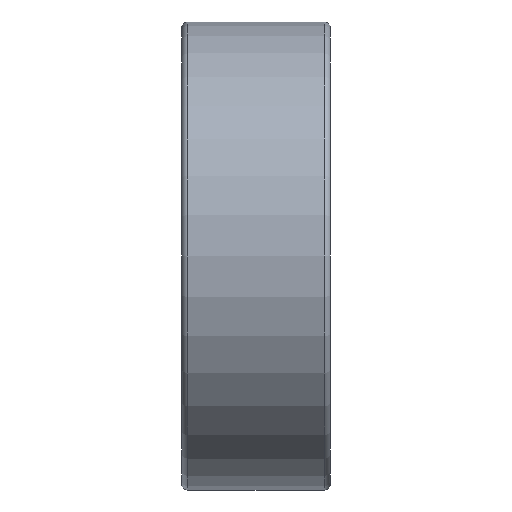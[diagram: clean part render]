
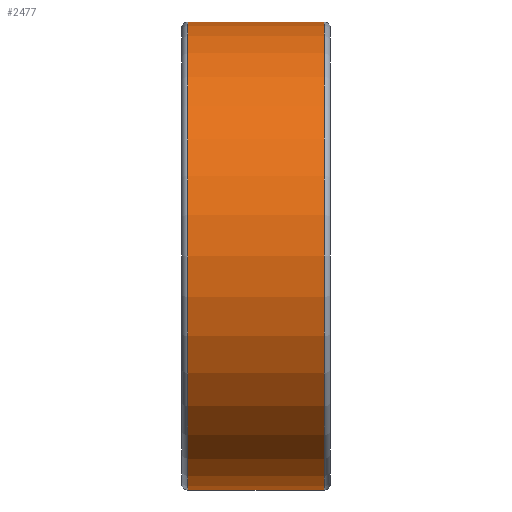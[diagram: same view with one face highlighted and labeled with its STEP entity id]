
A CAD part, front view. The second image highlights one B-rep face of the part: STEP entity #2477.
In plain terms, the highlighted cylindrical face has radius 11 mm (diameter 22 mm), a partial arc.
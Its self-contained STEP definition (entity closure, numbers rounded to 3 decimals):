
#789=CARTESIAN_POINT('',(3.2,0.,0.));
#790=DIRECTION('',(-1.,0.,0.));
#791=DIRECTION('',(0.,0.,-1.));
#792=AXIS2_PLACEMENT_3D('',#789,#790,#791);
#1378=DIRECTION('',(-1.,0.,0.));
#1379=VECTOR('',#1378,6.4);
#1380=CARTESIAN_POINT('',(3.2,0.,11.));
#1381=LINE('',#1380,#1379);
#1382=DIRECTION('',(-1.,0.,0.));
#1383=VECTOR('',#1382,6.4);
#1384=CARTESIAN_POINT('',(3.2,0.,-11.));
#1385=LINE('',#1384,#1383);
#1391=CARTESIAN_POINT('',(-3.2,0.,0.));
#1392=DIRECTION('',(1.,0.,0.));
#1393=DIRECTION('',(0.,0.,1.));
#1394=AXIS2_PLACEMENT_3D('',#1391,#1392,#1393);
#1546=CARTESIAN_POINT('',(3.2,0.,11.));
#1547=VERTEX_POINT('',#1546);
#1548=CARTESIAN_POINT('',(3.2,0.,-11.));
#1549=VERTEX_POINT('',#1548);
#1550=CARTESIAN_POINT('',(-3.2,0.,-11.));
#1551=VERTEX_POINT('',#1550);
#1552=CARTESIAN_POINT('',(-3.2,0.,11.));
#1553=VERTEX_POINT('',#1552);
#2465=CARTESIAN_POINT('',(0.,0.,0.));
#2466=DIRECTION('',(-1.,0.,0.));
#2467=DIRECTION('',(0.,0.,1.));
#2468=AXIS2_PLACEMENT_3D('',#2465,#2466,#2467);
#2469=CYLINDRICAL_SURFACE('',#2468,11.);
#2470=ORIENTED_EDGE('',*,*,#2460,.T.);
#2472=ORIENTED_EDGE('',*,*,#2471,.F.);
#2473=ORIENTED_EDGE('',*,*,#2457,.F.);
#2474=ORIENTED_EDGE('',*,*,#1601,.F.);
#2475=EDGE_LOOP('',(#2470,#2472,#2473,#2474));
#2476=FACE_OUTER_BOUND('',#2475,.F.);
#2477=ADVANCED_FACE('',(#2476),#2469,.T.);
#793=CIRCLE('',#792,11.);
#1395=CIRCLE('',#1394,11.);
#1601=EDGE_CURVE('',#1549,#1547,#793,.T.);
#2457=EDGE_CURVE('',#1547,#1553,#1381,.T.);
#2460=EDGE_CURVE('',#1549,#1551,#1385,.T.);
#2471=EDGE_CURVE('',#1553,#1551,#1395,.T.);
